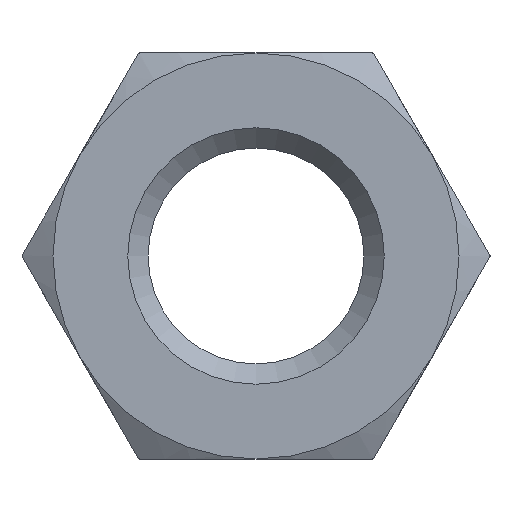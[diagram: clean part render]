
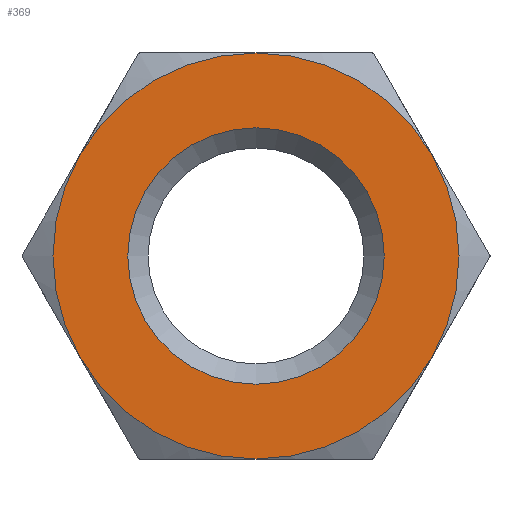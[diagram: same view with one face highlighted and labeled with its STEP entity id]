
A CAD part, left-side view. The second image highlights one B-rep face of the part: STEP entity #369.
In plain terms, the highlighted planar face has unit normal (-1, 0, 0).
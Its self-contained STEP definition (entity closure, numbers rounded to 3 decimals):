
#20=PLANE('',#420);
#123=ORIENTED_EDGE('',*,*,#222,.F.);
#124=ORIENTED_EDGE('',*,*,#195,.F.);
#125=ORIENTED_EDGE('',*,*,#199,.F.);
#126=ORIENTED_EDGE('',*,*,#203,.F.);
#127=ORIENTED_EDGE('',*,*,#189,.F.);
#128=ORIENTED_EDGE('',*,*,#191,.F.);
#129=ORIENTED_EDGE('',*,*,#223,.T.);
#189=EDGE_CURVE('',#241,#242,#274,.T.);
#191=EDGE_CURVE('',#243,#241,#275,.T.);
#195=EDGE_CURVE('',#246,#247,#277,.T.);
#199=EDGE_CURVE('',#250,#246,#279,.T.);
#203=EDGE_CURVE('',#242,#250,#281,.T.);
#222=EDGE_CURVE('',#247,#243,#288,.T.);
#223=EDGE_CURVE('',#265,#265,#289,.T.);
#241=VERTEX_POINT('',#559);
#242=VERTEX_POINT('',#561);
#243=VERTEX_POINT('',#568);
#246=VERTEX_POINT('',#582);
#247=VERTEX_POINT('',#583);
#250=VERTEX_POINT('',#597);
#265=VERTEX_POINT('',#655);
#274=CIRCLE('',#397,9.5);
#275=CIRCLE('',#399,9.5);
#277=CIRCLE('',#402,9.5);
#279=CIRCLE('',#405,9.5);
#281=CIRCLE('',#408,9.5);
#288=CIRCLE('',#421,9.5);
#289=CIRCLE('',#422,6.);
#305=EDGE_LOOP('',(#123,#124,#125,#126,#127,#128));
#306=EDGE_LOOP('',(#129));
#333=FACE_BOUND('',#305,.T.);
#334=FACE_BOUND('',#306,.T.);
#369=ADVANCED_FACE('',(#333,#334),#20,.F.);
#397=AXIS2_PLACEMENT_3D('',#560,#446,#447);
#399=AXIS2_PLACEMENT_3D('',#567,#450,#451);
#402=AXIS2_PLACEMENT_3D('',#581,#456,#457);
#405=AXIS2_PLACEMENT_3D('',#596,#462,#463);
#408=AXIS2_PLACEMENT_3D('',#610,#468,#469);
#420=AXIS2_PLACEMENT_3D('',#652,#502,#503);
#421=AXIS2_PLACEMENT_3D('',#653,#504,#505);
#422=AXIS2_PLACEMENT_3D('',#654,#506,#507);
#446=DIRECTION('',(1.,0.,0.));
#447=DIRECTION('',(0.,0.,-1.));
#450=DIRECTION('',(1.,0.,0.));
#451=DIRECTION('',(0.,0.,-1.));
#456=DIRECTION('',(1.,0.,0.));
#457=DIRECTION('',(0.,0.,-1.));
#462=DIRECTION('',(1.,0.,0.));
#463=DIRECTION('',(0.,0.,-1.));
#468=DIRECTION('',(1.,0.,0.));
#469=DIRECTION('',(0.,0.,-1.));
#502=DIRECTION('',(1.,0.,0.));
#503=DIRECTION('',(0.,0.,-1.));
#504=DIRECTION('',(1.,0.,0.));
#505=DIRECTION('',(0.,0.,-1.));
#506=DIRECTION('',(1.,0.,0.));
#507=DIRECTION('',(0.,0.,-1.));
#559=CARTESIAN_POINT('',(-5.,0.,9.5));
#560=CARTESIAN_POINT('',(-5.,0.,0.));
#561=CARTESIAN_POINT('',(-5.,-8.227,4.75));
#567=CARTESIAN_POINT('',(-5.,0.,0.));
#568=CARTESIAN_POINT('',(-5.,8.227,4.75));
#581=CARTESIAN_POINT('',(-5.,0.,0.));
#582=CARTESIAN_POINT('',(-5.,0.,-9.5));
#583=CARTESIAN_POINT('',(-5.,8.227,-4.75));
#596=CARTESIAN_POINT('',(-5.,0.,0.));
#597=CARTESIAN_POINT('',(-5.,-8.227,-4.75));
#610=CARTESIAN_POINT('',(-5.,0.,0.));
#652=CARTESIAN_POINT('',(-5.,0.,0.));
#653=CARTESIAN_POINT('',(-5.,0.,0.));
#654=CARTESIAN_POINT('',(-5.,0.,0.));
#655=CARTESIAN_POINT('',(-5.,0.,-6.));
